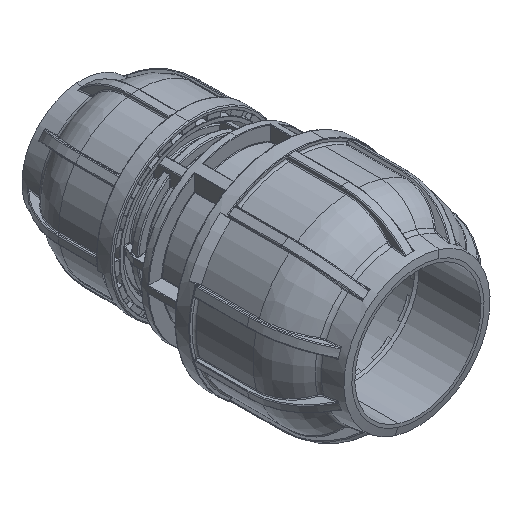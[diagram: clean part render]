
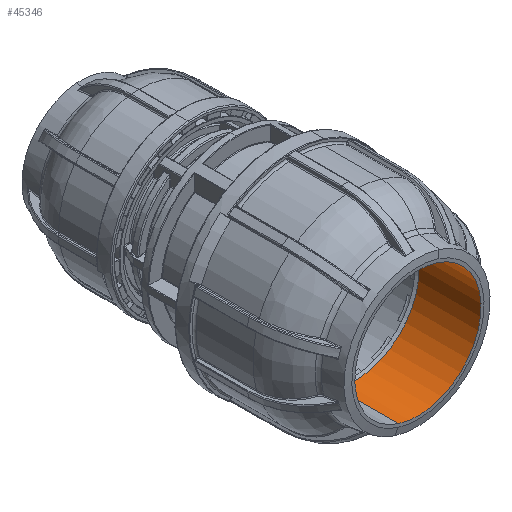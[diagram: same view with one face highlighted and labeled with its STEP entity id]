
A CAD part, isometric view. The second image highlights one B-rep face of the part: STEP entity #45346.
In plain terms, the highlighted cylindrical face has radius 32 mm (diameter 64 mm), a partial arc.
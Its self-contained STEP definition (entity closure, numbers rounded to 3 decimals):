
#2035 = ORIENTED_EDGE ( 'NONE', *, *, #2839, .F. ) ;
#2036 = ORIENTED_EDGE ( 'NONE', *, *, #2840, .T. ) ;
#2037 = ORIENTED_EDGE ( 'NONE', *, *, #2838, .T. ) ;
#2038 = ORIENTED_EDGE ( 'NONE', *, *, #2841, .F. ) ;
#2838 = EDGE_CURVE ( 'NONE', #38809, #38807, #4206, .T. ) ;
#2839 = EDGE_CURVE ( 'NONE', #38809, #38808, #8524, .T. ) ;
#2840 = EDGE_CURVE ( 'NONE', #38807, #38806, #8514, .T. ) ;
#2841 = EDGE_CURVE ( 'NONE', #38808, #38806, #4207, .T. ) ;
#4206 = LINE ( 'NONE', #15121, #8525 ) ;
#4207 = LINE ( 'NONE', #15129, #8529 ) ;
#8514 = CIRCLE ( 'NONE', #8527, 32. ) ;
#8524 = CIRCLE ( 'NONE', #8526, 32. ) ;
#8525 = VECTOR ( 'NONE', #15122, 1000. ) ;
#8526 = AXIS2_PLACEMENT_3D ( 'NONE', #15123, #15124, #15125 ) ;
#8527 = AXIS2_PLACEMENT_3D ( 'NONE', #15126, #15127, #15128 ) ;
#8529 = VECTOR ( 'NONE', #15130, 1000. ) ;
#15121 = CARTESIAN_POINT ( 'NONE',  ( -9.676, -95.3, -30.502 ) ) ;
#15122 = DIRECTION ( 'NONE',  ( 0., -1., 0. ) ) ;
#15123 = CARTESIAN_POINT ( 'NONE',  ( 0., -63.8, 0. ) ) ;
#15124 = DIRECTION ( 'NONE',  ( 0., -1., 0. ) ) ;
#15125 = DIRECTION ( 'NONE',  ( 0.302, 0., 0.953 ) ) ;
#15126 = CARTESIAN_POINT ( 'NONE',  ( 0., -95.3, 0. ) ) ;
#15127 = DIRECTION ( 'NONE',  ( 0., -1., 0. ) ) ;
#15128 = DIRECTION ( 'NONE',  ( 0.302, 0., 0.953 ) ) ;
#15129 = CARTESIAN_POINT ( 'NONE',  ( 9.676, -95.3, 30.502 ) ) ;
#15130 = DIRECTION ( 'NONE',  ( 0., -1., 0. ) ) ;
#26344 = CARTESIAN_POINT ( 'NONE',  ( 9.676, -95.3, 30.502 ) ) ;
#26345 = CARTESIAN_POINT ( 'NONE',  ( -9.676, -95.3, -30.502 ) ) ;
#26346 = CARTESIAN_POINT ( 'NONE',  ( 9.676, -63.8, 30.502 ) ) ;
#26347 = CARTESIAN_POINT ( 'NONE',  ( -9.676, -63.8, -30.502 ) ) ;
#29436 = FACE_OUTER_BOUND ( 'NONE', #52983, .T. ) ;
#29437 = CYLINDRICAL_SURFACE ( 'NONE', #31481, 32. ) ;
#31481 = AXIS2_PLACEMENT_3D ( 'NONE', #32601, #32602, #32603 ) ;
#32601 = CARTESIAN_POINT ( 'NONE',  ( 0., -95.3, 0. ) ) ;
#32602 = DIRECTION ( 'NONE',  ( 0., -1., 0. ) ) ;
#32603 = DIRECTION ( 'NONE',  ( 0.302, 0., 0.953 ) ) ;
#38806 = VERTEX_POINT ( 'NONE', #26344 ) ;
#38807 = VERTEX_POINT ( 'NONE', #26345 ) ;
#38808 = VERTEX_POINT ( 'NONE', #26346 ) ;
#38809 = VERTEX_POINT ( 'NONE', #26347 ) ;
#45346 = ADVANCED_FACE ( 'NONE', ( #29436 ), #29437, .F. ) ;
#52983 = EDGE_LOOP ( 'NONE', ( #2035, #2037, #2036, #2038 ) ) ;
